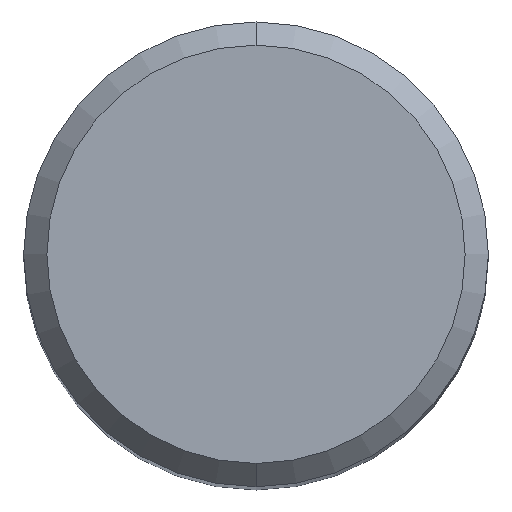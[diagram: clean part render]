
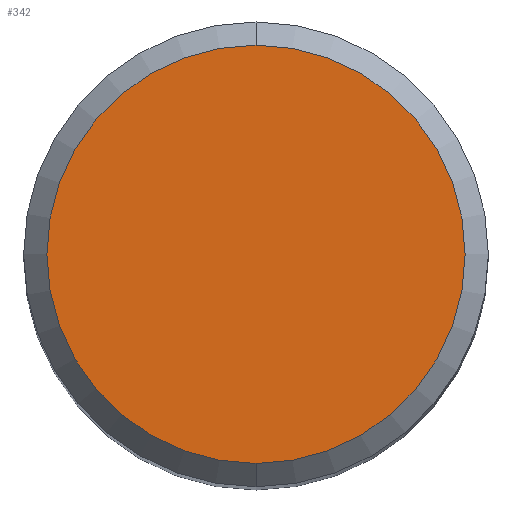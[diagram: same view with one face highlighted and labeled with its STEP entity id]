
A CAD part, top view. The second image highlights one B-rep face of the part: STEP entity #342.
In plain terms, the highlighted planar face has unit normal (0, 0, 1).
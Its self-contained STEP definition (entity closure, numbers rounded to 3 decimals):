
#226=EDGE_CURVE('',#306,#380,#533,.T.);
#306=VERTEX_POINT('',#620);
#342=ADVANCED_FACE('',(#659),#660,.T.);
#348=EDGE_CURVE('',#380,#306,#667,.T.);
#380=VERTEX_POINT('',#699);
#533=CIRCLE('',#923,7.2);
#620=CARTESIAN_POINT('',(0.0,7.2,0.0));
#659=FACE_OUTER_BOUND('',#1193,.T.);
#660=PLANE('',#1194);
#667=CIRCLE('',#1204,7.2);
#699=CARTESIAN_POINT('',(0.,-7.2,0.0));
#923=AXIS2_PLACEMENT_3D('',#1557,#1558,#1559);
#1193=EDGE_LOOP('',(#1681,#1682));
#1194=AXIS2_PLACEMENT_3D('',#1683,#1684,#1685);
#1204=AXIS2_PLACEMENT_3D('',#1695,#1696,#1697);
#1557=CARTESIAN_POINT('',(0.0,0.0,0.0));
#1558=DIRECTION('',(0.0,0.0,-1.0));
#1559=DIRECTION('',(0.0,1.0,0.0));
#1681=ORIENTED_EDGE('',*,*,#226,.F.);
#1682=ORIENTED_EDGE('',*,*,#348,.F.);
#1683=CARTESIAN_POINT('',(0.0,3.6,0.0));
#1684=DIRECTION('',(-0.0,0.0,1.0));
#1685=DIRECTION('',(0.0,-1.0,0.0));
#1695=CARTESIAN_POINT('',(0.0,0.0,0.0));
#1696=DIRECTION('',(0.0,0.0,-1.0));
#1697=DIRECTION('',(0.0,1.0,0.0));
